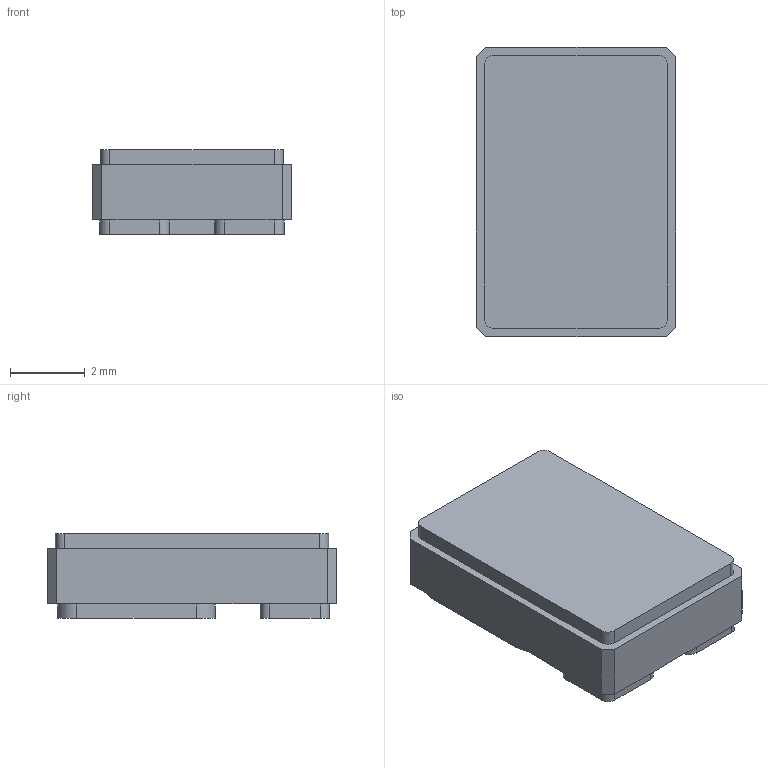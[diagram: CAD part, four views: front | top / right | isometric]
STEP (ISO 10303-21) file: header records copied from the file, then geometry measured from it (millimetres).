
FILE_DESCRIPTION (( 'STEP AP214' ), '1' );
FILE_NAME ('D1010029G_RevB_SMD0.2E.STEP', '2025-09-23T15:43:12', ( '' ), ( '' ), 'SwSTEP 2.0', 'SolidWorks 2020', '' );
FILE_SCHEMA (( 'AUTOMOTIVE_DESIGN' ));
Length unit declared in the file: inch
Products named in the file (1): D1010029G_RevB_SMD0.2E
Bounding box: 5.33 x 7.75 x 2.26 mm (x, y, z)
Volume: 85.2 mm3; surface area: 141.7 mm2
Topology: 1 solids, 1 shells, 56 faces, 150 edges, 100 vertices
Faces by surface type: plane 38, cylinder 18
Entity records: 1790 total; most frequent: CARTESIAN_POINT 307, ORIENTED_EDGE 300, DIRECTION 300, EDGE_CURVE 150, LINE 114, VECTOR 114, VERTEX_POINT 100, AXIS2_PLACEMENT_3D 93
